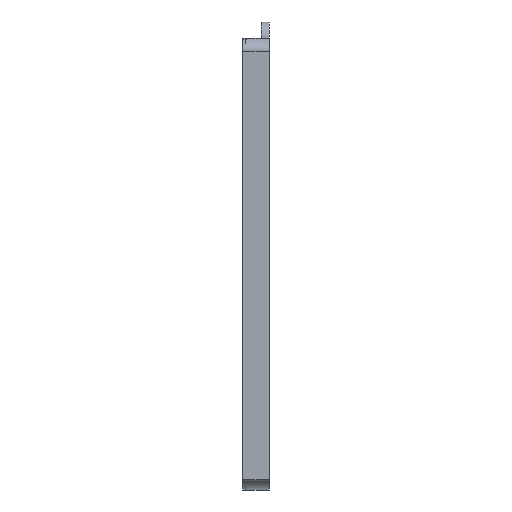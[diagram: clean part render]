
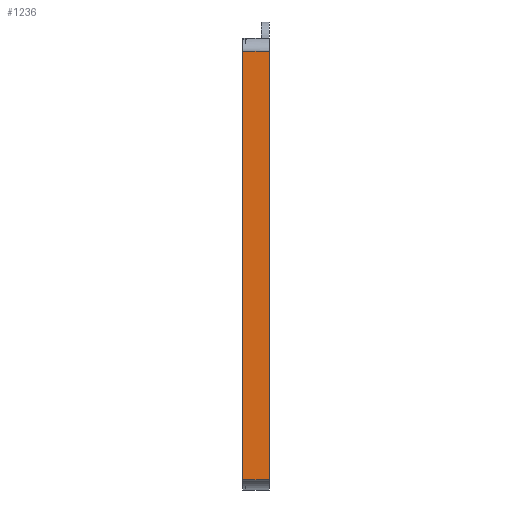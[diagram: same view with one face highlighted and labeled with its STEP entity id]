
A CAD part, left-side view. The second image highlights one B-rep face of the part: STEP entity #1236.
In plain terms, the highlighted planar face has unit normal (-1, 0, 0).
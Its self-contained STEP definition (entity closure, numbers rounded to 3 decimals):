
#1091 = EDGE_CURVE ( 'NONE', #16193, #6791, #14354, .T. ) ;
#1236 = ADVANCED_FACE ( 'NONE', ( #16168 ), #17621, .T. ) ;
#1295 = DIRECTION ( 'NONE',  ( 0., 0., -1. ) ) ;
#1705 = DIRECTION ( 'NONE',  ( 0., 0., -1. ) ) ;
#1873 = CARTESIAN_POINT ( 'NONE',  ( -84., 0., -79.684 ) ) ;
#2629 = CARTESIAN_POINT ( 'NONE',  ( -84., 0., 79.684 ) ) ;
#2975 = CARTESIAN_POINT ( 'NONE',  ( -84., 10., 0. ) ) ;
#3612 = DIRECTION ( 'NONE',  ( 0., 0., 1. ) ) ;
#4474 = DIRECTION ( 'NONE',  ( 0., -1., 0. ) ) ;
#4918 = CARTESIAN_POINT ( 'NONE',  ( -84., 10., -79.684 ) ) ;
#5164 = ORIENTED_EDGE ( 'NONE', *, *, #8708, .T. ) ;
#5315 = LINE ( 'NONE', #8225, #7314 ) ;
#5830 = VERTEX_POINT ( 'NONE', #1873 ) ;
#6158 = DIRECTION ( 'NONE',  ( -1., 0., 0. ) ) ;
#6791 = VERTEX_POINT ( 'NONE', #17506 ) ;
#7314 = VECTOR ( 'NONE', #1295, 1000. ) ;
#8061 = EDGE_CURVE ( 'NONE', #9978, #5830, #5315, .T. ) ;
#8170 = EDGE_CURVE ( 'NONE', #16193, #9978, #11408, .T. ) ;
#8225 = CARTESIAN_POINT ( 'NONE',  ( -84., 0., 0. ) ) ;
#8342 = ORIENTED_EDGE ( 'NONE', *, *, #8170, .F. ) ;
#8576 = VECTOR ( 'NONE', #10374, 1000. ) ;
#8708 = EDGE_CURVE ( 'NONE', #6791, #5830, #14380, .T. ) ;
#8883 = CARTESIAN_POINT ( 'NONE',  ( -84., 10., 0. ) ) ;
#9978 = VERTEX_POINT ( 'NONE', #2629 ) ;
#10374 = DIRECTION ( 'NONE',  ( 0., -1., 0. ) ) ;
#11408 = LINE ( 'NONE', #16941, #16903 ) ;
#12109 = AXIS2_PLACEMENT_3D ( 'NONE', #8883, #6158, #3612 ) ;
#12767 = ORIENTED_EDGE ( 'NONE', *, *, #1091, .T. ) ;
#14354 = LINE ( 'NONE', #2975, #15007 ) ;
#14380 = LINE ( 'NONE', #4918, #8576 ) ;
#14685 = EDGE_LOOP ( 'NONE', ( #14905, #8342, #12767, #5164 ) ) ;
#14905 = ORIENTED_EDGE ( 'NONE', *, *, #8061, .F. ) ;
#15007 = VECTOR ( 'NONE', #1705, 1000. ) ;
#16168 = FACE_OUTER_BOUND ( 'NONE', #14685, .T. ) ;
#16193 = VERTEX_POINT ( 'NONE', #16909 ) ;
#16903 = VECTOR ( 'NONE', #4474, 1000. ) ;
#16909 = CARTESIAN_POINT ( 'NONE',  ( -84., 10., 79.684 ) ) ;
#16941 = CARTESIAN_POINT ( 'NONE',  ( -84., 10., 79.684 ) ) ;
#17506 = CARTESIAN_POINT ( 'NONE',  ( -84., 10., -79.684 ) ) ;
#17621 = PLANE ( 'NONE',  #12109 ) ;
